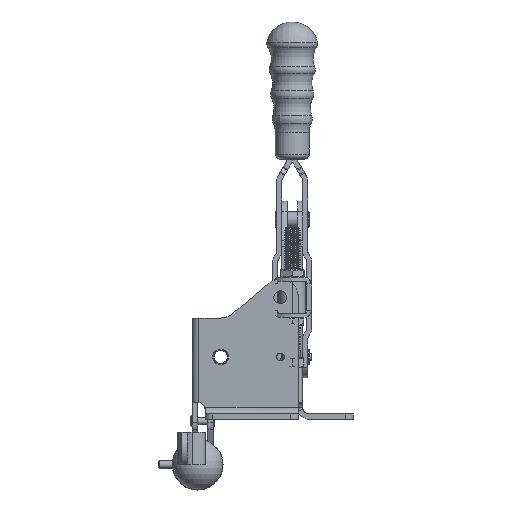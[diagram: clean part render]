
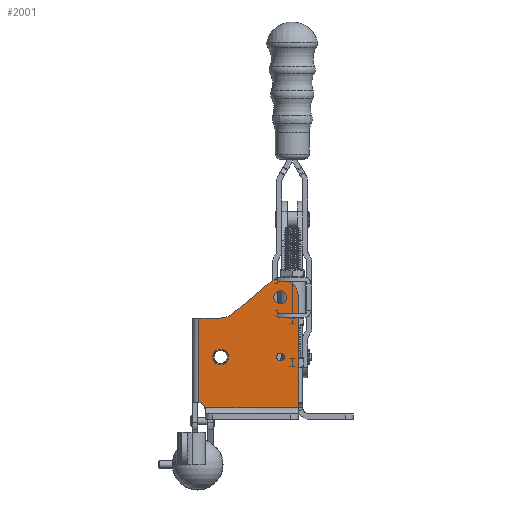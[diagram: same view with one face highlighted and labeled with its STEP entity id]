
A CAD part, left-side view. The second image highlights one B-rep face of the part: STEP entity #2001.
In plain terms, the highlighted planar face has unit normal (-1, 0, 0).
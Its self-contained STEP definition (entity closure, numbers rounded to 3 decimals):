
#2001 = ADVANCED_FACE( '', ( #4372, #4373, #4374, #4375 ), #4376, .T. );
#4372 = FACE_OUTER_BOUND( '', #6815, .T. );
#4373 = FACE_BOUND( '', #6816, .T. );
#4374 = FACE_BOUND( '', #6817, .T. );
#4375 = FACE_BOUND( '', #6818, .T. );
#4376 = PLANE( '', #6819 );
#6815 = EDGE_LOOP( '', ( #11477, #11478, #11479, #11480, #11481, #11482, #11483, #11484 ) );
#6816 = EDGE_LOOP( '', ( #11485 ) );
#6817 = EDGE_LOOP( '', ( #11486 ) );
#6818 = EDGE_LOOP( '', ( #11487 ) );
#6819 = AXIS2_PLACEMENT_3D( '', #11488, #11489, #11490 );
#11477 = ORIENTED_EDGE( '', *, *, #12337, .F. );
#11478 = ORIENTED_EDGE( '', *, *, #13080, .T. );
#11479 = ORIENTED_EDGE( '', *, *, #12662, .T. );
#11480 = ORIENTED_EDGE( '', *, *, #11898, .T. );
#11481 = ORIENTED_EDGE( '', *, *, #12071, .T. );
#11482 = ORIENTED_EDGE( '', *, *, #12940, .T. );
#11483 = ORIENTED_EDGE( '', *, *, #12946, .F. );
#11484 = ORIENTED_EDGE( '', *, *, #11844, .T. );
#11485 = ORIENTED_EDGE( '', *, *, #12985, .F. );
#11486 = ORIENTED_EDGE( '', *, *, #13116, .F. );
#11487 = ORIENTED_EDGE( '', *, *, #12944, .F. );
#11488 = CARTESIAN_POINT( '', ( -91.5, 89.144, 0. ) );
#11489 = DIRECTION( '', ( -1., 0., 0. ) );
#11490 = DIRECTION( '', ( 0., 0., 1. ) );
#11844 = EDGE_CURVE( '', #13767, #13640, #13792, .F. );
#11898 = EDGE_CURVE( '', #13882, #13880, #13883, .T. );
#12071 = EDGE_CURVE( '', #13880, #14155, #14157, .T. );
#12337 = EDGE_CURVE( '', #14572, #13640, #14573, .T. );
#12662 = EDGE_CURVE( '', #15058, #13882, #15059, .T. );
#12940 = EDGE_CURVE( '', #14155, #15429, #15431, .T. );
#12944 = EDGE_CURVE( '', #15435, #15435, #15436, .T. );
#12946 = EDGE_CURVE( '', #13767, #15429, #15438, .T. );
#12985 = EDGE_CURVE( '', #15483, #15483, #15484, .T. );
#13080 = EDGE_CURVE( '', #14572, #15058, #15598, .T. );
#13116 = EDGE_CURVE( '', #15638, #15638, #15639, .T. );
#13640 = VERTEX_POINT( '', #16471 );
#13767 = VERTEX_POINT( '', #16686 );
#13792 = CIRCLE( '', #16725, 6. );
#13880 = VERTEX_POINT( '', #16843 );
#13882 = VERTEX_POINT( '', #16846 );
#13883 = LINE( '', #16847, #16848 );
#14155 = VERTEX_POINT( '', #17177 );
#14157 = CIRCLE( '', #17180, 15. );
#14572 = VERTEX_POINT( '', #17747 );
#14573 = LINE( '', #17748, #17749 );
#15058 = VERTEX_POINT( '', #18414 );
#15059 = CIRCLE( '', #18415, 14. );
#15429 = VERTEX_POINT( '', #18954 );
#15431 = LINE( '', #18956, #18957 );
#15435 = VERTEX_POINT( '', #18962 );
#15436 = CIRCLE( '', #18963, 5. );
#15438 = LINE( '', #18965, #18966 );
#15483 = VERTEX_POINT( '', #19017 );
#15484 = CIRCLE( '', #19018, 3. );
#15598 = LINE( '', #19151, #19152 );
#15638 = VERTEX_POINT( '', #19216 );
#15639 = CIRCLE( '', #19217, 6.05 );
#16471 = CARTESIAN_POINT( '', ( -91.5, -5.513, 44. ) );
#16686 = CARTESIAN_POINT( '', ( -91.5, -1., 47.89 ) );
#16725 = AXIS2_PLACEMENT_3D( '', #19793, #19794, #19795 );
#16843 = CARTESIAN_POINT( '', ( -91.5, -27.19, 116.509 ) );
#16846 = CARTESIAN_POINT( '', ( -91.5, -54.857, 139.725 ) );
#16847 = CARTESIAN_POINT( '', ( -91.5, -54.857, 139.725 ) );
#16848 = VECTOR( '', #19875, 1000. );
#17177 = CARTESIAN_POINT( '', ( -91.5, -17.548, 113. ) );
#17180 = AXIS2_PLACEMENT_3D( '', #20156, #20157, #20158 );
#17747 = CARTESIAN_POINT( '', ( -91.5, -77.856, 44. ) );
#17748 = CARTESIAN_POINT( '', ( -91.5, -88.462, 44. ) );
#17749 = VECTOR( '', #20534, 1000. );
#18414 = CARTESIAN_POINT( '', ( -91.5, -77.856, 129. ) );
#18415 = AXIS2_PLACEMENT_3D( '', #20966, #20967, #20968 );
#18954 = CARTESIAN_POINT( '', ( -91.5, -1., 113. ) );
#18956 = CARTESIAN_POINT( '', ( -91.5, -17.548, 113. ) );
#18957 = VECTOR( '', #21292, 1000. );
#18962 = CARTESIAN_POINT( '', ( -91.5, -63.856, 134. ) );
#18963 = AXIS2_PLACEMENT_3D( '', #21294, #21295, #21296 );
#18965 = CARTESIAN_POINT( '', ( -91.5, -1., 48. ) );
#18966 = VECTOR( '', #21297, 1000. );
#19017 = CARTESIAN_POINT( '', ( -91.5, -63.856, 86. ) );
#19018 = AXIS2_PLACEMENT_3D( '', #21322, #21323, #21324 );
#19151 = CARTESIAN_POINT( '', ( -91.5, -77.856, 0. ) );
#19152 = VECTOR( '', #21410, 1000. );
#19216 = CARTESIAN_POINT( '', ( -91.5, -17.856, 89.05 ) );
#19217 = AXIS2_PLACEMENT_3D( '', #21442, #21443, #21444 );
#19793 = CARTESIAN_POINT( '', ( -91.5, 0.144, 42. ) );
#19794 = DIRECTION( '', ( -1., 0., 0. ) );
#19795 = DIRECTION( '', ( 0., 0., 1. ) );
#19875 = DIRECTION( '', ( 0., 0.766, -0.643 ) );
#20156 = CARTESIAN_POINT( '', ( -91.5, -17.548, 128. ) );
#20157 = DIRECTION( '', ( 1., 0., 0. ) );
#20158 = DIRECTION( '', ( 0., 1., 0. ) );
#20534 = DIRECTION( '', ( 0., 1., 0. ) );
#20966 = CARTESIAN_POINT( '', ( -91.5, -63.856, 129. ) );
#20967 = DIRECTION( '', ( -1., 0., 0. ) );
#20968 = DIRECTION( '', ( 0., 1., 0. ) );
#21292 = DIRECTION( '', ( 0., 1., 0. ) );
#21294 = CARTESIAN_POINT( '', ( -91.5, -63.856, 129. ) );
#21295 = DIRECTION( '', ( -1., 0., 0. ) );
#21296 = DIRECTION( '', ( 0., 0., 1. ) );
#21297 = DIRECTION( '', ( 0., 0., 1. ) );
#21322 = CARTESIAN_POINT( '', ( -91.5, -63.856, 83. ) );
#21323 = DIRECTION( '', ( -1., 0., 0. ) );
#21324 = DIRECTION( '', ( 0., 0., 1. ) );
#21410 = DIRECTION( '', ( 0., 0., 1. ) );
#21442 = CARTESIAN_POINT( '', ( -91.5, -17.856, 83. ) );
#21443 = DIRECTION( '', ( -1., 0., 0. ) );
#21444 = DIRECTION( '', ( 0., 0., 1. ) );
